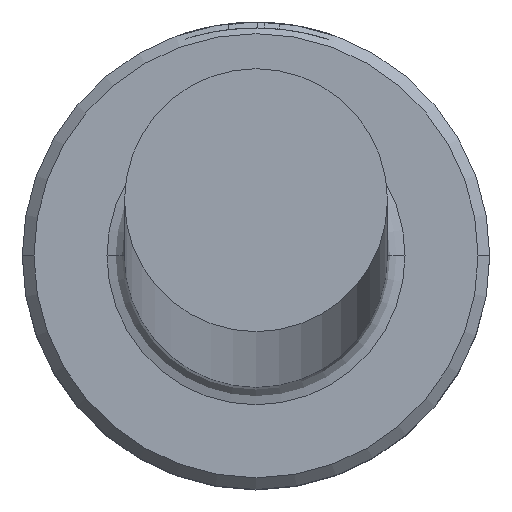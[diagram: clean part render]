
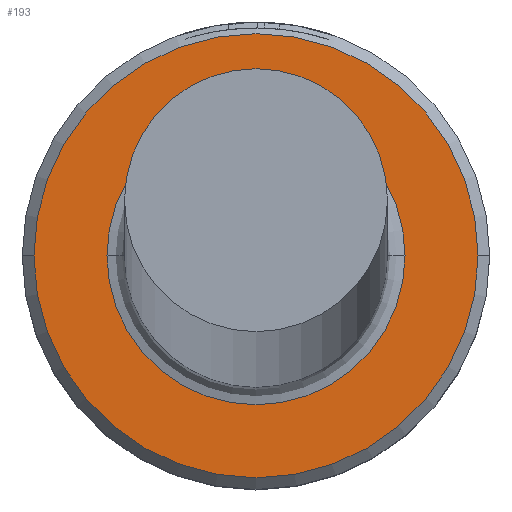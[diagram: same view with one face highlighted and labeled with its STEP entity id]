
A CAD part, top view. The second image highlights one B-rep face of the part: STEP entity #193.
In plain terms, the highlighted planar face has unit normal (0, 0, 1).
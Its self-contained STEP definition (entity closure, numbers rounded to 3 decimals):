
#10 = AXIS2_PLACEMENT_3D ( 'NONE', #330, #957, #421 ) ;
#11 = CARTESIAN_POINT ( 'NONE',  ( 2.55, 0., 5. ) ) ;
#22 = FACE_OUTER_BOUND ( 'NONE', #416, .T. ) ;
#43 = DIRECTION ( 'NONE',  ( 1., 0., 0. ) ) ;
#50 = CARTESIAN_POINT ( 'NONE',  ( -3.8, 0., 5. ) ) ;
#73 = DIRECTION ( 'NONE',  ( -1., 0., 0. ) ) ;
#179 = EDGE_CURVE ( 'NONE', #279, #1096, #1027, .T. ) ;
#193 = ADVANCED_FACE ( 'NONE', ( #22, #495 ), #945, .T. ) ;
#194 = DIRECTION ( 'NONE',  ( 0., 0., -1. ) ) ;
#220 = EDGE_LOOP ( 'NONE', ( #245, #1135 ) ) ;
#225 = DIRECTION ( 'NONE',  ( 0., 0., 1. ) ) ;
#245 = ORIENTED_EDGE ( 'NONE', *, *, #807, .T. ) ;
#257 = CIRCLE ( 'NONE', #713, 2.55 ) ;
#279 = VERTEX_POINT ( 'NONE', #50 ) ;
#330 = CARTESIAN_POINT ( 'NONE',  ( 0., 0., 5. ) ) ;
#332 = EDGE_CURVE ( 'NONE', #1096, #279, #1116, .T. ) ;
#343 = ORIENTED_EDGE ( 'NONE', *, *, #332, .T. ) ;
#379 = CARTESIAN_POINT ( 'NONE',  ( 3.8, 0., 5. ) ) ;
#416 = EDGE_LOOP ( 'NONE', ( #631, #343 ) ) ;
#421 = DIRECTION ( 'NONE',  ( 1., 0., 0. ) ) ;
#495 = FACE_BOUND ( 'NONE', #220, .T. ) ;
#502 = CIRCLE ( 'NONE', #630, 2.55 ) ;
#586 = DIRECTION ( 'NONE',  ( 0., 0., 1. ) ) ;
#609 = DIRECTION ( 'NONE',  ( 0., 0., -1. ) ) ;
#630 = AXIS2_PLACEMENT_3D ( 'NONE', #739, #194, #831 ) ;
#631 = ORIENTED_EDGE ( 'NONE', *, *, #179, .T. ) ;
#713 = AXIS2_PLACEMENT_3D ( 'NONE', #1138, #609, #73 ) ;
#739 = CARTESIAN_POINT ( 'NONE',  ( 0., 0., 5. ) ) ;
#760 = AXIS2_PLACEMENT_3D ( 'NONE', #1113, #586, #43 ) ;
#770 = CARTESIAN_POINT ( 'NONE',  ( 0., 0., 5. ) ) ;
#807 = EDGE_CURVE ( 'NONE', #853, #1051, #257, .T. ) ;
#831 = DIRECTION ( 'NONE',  ( -1., 0., 0. ) ) ;
#853 = VERTEX_POINT ( 'NONE', #975 ) ;
#861 = DIRECTION ( 'NONE',  ( 1., 0., 0. ) ) ;
#945 = PLANE ( 'NONE',  #760 ) ;
#957 = DIRECTION ( 'NONE',  ( 0., 0., 1. ) ) ;
#975 = CARTESIAN_POINT ( 'NONE',  ( -2.55, 0., 5. ) ) ;
#992 = EDGE_CURVE ( 'NONE', #1051, #853, #502, .T. ) ;
#1027 = CIRCLE ( 'NONE', #1080, 3.8 ) ;
#1051 = VERTEX_POINT ( 'NONE', #11 ) ;
#1080 = AXIS2_PLACEMENT_3D ( 'NONE', #770, #225, #861 ) ;
#1096 = VERTEX_POINT ( 'NONE', #379 ) ;
#1113 = CARTESIAN_POINT ( 'NONE',  ( 0., 0., 5. ) ) ;
#1116 = CIRCLE ( 'NONE', #10, 3.8 ) ;
#1135 = ORIENTED_EDGE ( 'NONE', *, *, #992, .T. ) ;
#1138 = CARTESIAN_POINT ( 'NONE',  ( 0., 0., 5. ) ) ;
